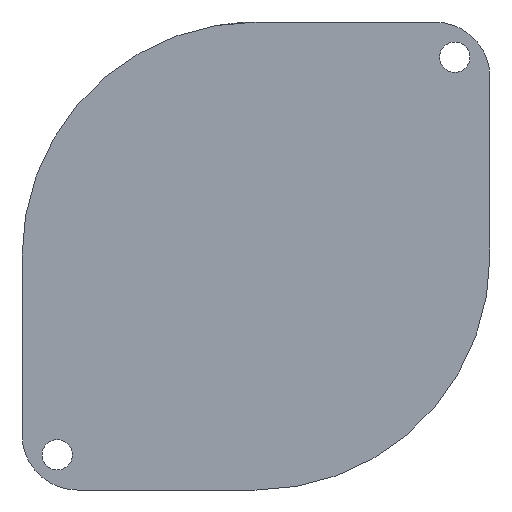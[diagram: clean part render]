
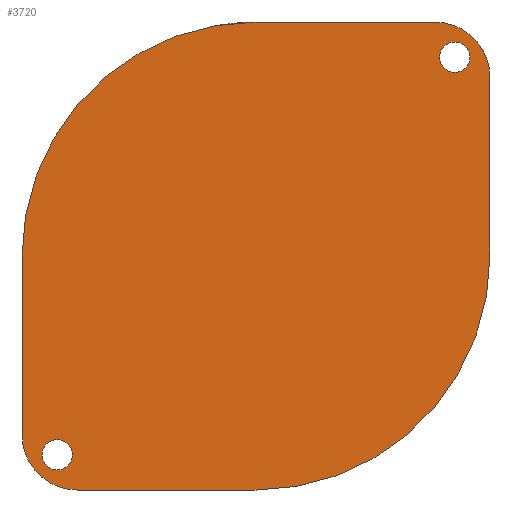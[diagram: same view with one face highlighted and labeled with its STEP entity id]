
A CAD part, front view. The second image highlights one B-rep face of the part: STEP entity #3720.
In plain terms, the highlighted planar face has unit normal (0, -1, 0).
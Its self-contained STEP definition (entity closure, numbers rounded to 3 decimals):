
#20 = EDGE_CURVE ( 'NONE', #2815, #1728, #2799, .T. ) ;
#34 = LINE ( 'NONE', #2149, #2035 ) ;
#93 = ORIENTED_EDGE ( 'NONE', *, *, #3710, .F. ) ;
#117 = CARTESIAN_POINT ( 'NONE',  ( 35.886, 0., 35.886 ) ) ;
#206 = DIRECTION ( 'NONE',  ( 0., 0., 1. ) ) ;
#244 = CARTESIAN_POINT ( 'NONE',  ( 42.25, 0., 32.25 ) ) ;
#286 = CIRCLE ( 'NONE', #2981, 42.25 ) ;
#291 = EDGE_CURVE ( 'NONE', #1728, #2815, #1755, .T. ) ;
#331 = CIRCLE ( 'NONE', #3820, 2.75 ) ;
#349 = DIRECTION ( 'NONE',  ( 0., 0., 1. ) ) ;
#372 = DIRECTION ( 'NONE',  ( 0., 1., 0. ) ) ;
#388 = ORIENTED_EDGE ( 'NONE', *, *, #3289, .F. ) ;
#465 = DIRECTION ( 'NONE',  ( 0., 0., 1. ) ) ;
#506 = CARTESIAN_POINT ( 'NONE',  ( 42.25, 0., 0. ) ) ;
#538 = ORIENTED_EDGE ( 'NONE', *, *, #1499, .T. ) ;
#569 = VERTEX_POINT ( 'NONE', #1250 ) ;
#570 = CARTESIAN_POINT ( 'NONE',  ( -42.25, 0., 0. ) ) ;
#583 = EDGE_CURVE ( 'NONE', #893, #2803, #3388, .T. ) ;
#629 = AXIS2_PLACEMENT_3D ( 'NONE', #2477, #1158, #1530 ) ;
#630 = ORIENTED_EDGE ( 'NONE', *, *, #2858, .F. ) ;
#672 = CIRCLE ( 'NONE', #2513, 10. ) ;
#773 = AXIS2_PLACEMENT_3D ( 'NONE', #1860, #3434, #4081 ) ;
#783 = CARTESIAN_POINT ( 'NONE',  ( 35.886, 0., 38.636 ) ) ;
#814 = VERTEX_POINT ( 'NONE', #506 ) ;
#840 = ORIENTED_EDGE ( 'NONE', *, *, #1435, .T. ) ;
#883 = DIRECTION ( 'NONE',  ( -1., 0., 0. ) ) ;
#893 = VERTEX_POINT ( 'NONE', #570 ) ;
#924 = VERTEX_POINT ( 'NONE', #244 ) ;
#1005 = VECTOR ( 'NONE', #2668, 1000. ) ;
#1080 = CARTESIAN_POINT ( 'NONE',  ( -42.25, 0., -32.25 ) ) ;
#1089 = EDGE_LOOP ( 'NONE', ( #3690, #4011 ) ) ;
#1158 = DIRECTION ( 'NONE',  ( 0., 1., 0. ) ) ;
#1250 = CARTESIAN_POINT ( 'NONE',  ( 0., 0., -42.25 ) ) ;
#1379 = ORIENTED_EDGE ( 'NONE', *, *, #583, .F. ) ;
#1383 = DIRECTION ( 'NONE',  ( 0., 0., 1. ) ) ;
#1418 = VECTOR ( 'NONE', #883, 1000. ) ;
#1424 = DIRECTION ( 'NONE',  ( 0., 1., 0. ) ) ;
#1435 = EDGE_CURVE ( 'NONE', #4049, #2886, #331, .T. ) ;
#1479 = CARTESIAN_POINT ( 'NONE',  ( 0., 0., -42.25 ) ) ;
#1499 = EDGE_CURVE ( 'NONE', #4077, #3964, #4063, .T. ) ;
#1509 = DIRECTION ( 'NONE',  ( 0., 1., 0. ) ) ;
#1530 = DIRECTION ( 'NONE',  ( 0., 0., 1. ) ) ;
#1563 = LINE ( 'NONE', #3162, #2505 ) ;
#1595 = FACE_BOUND ( 'NONE', #1089, .T. ) ;
#1601 = DIRECTION ( 'NONE',  ( 0., 1., 0. ) ) ;
#1618 = CARTESIAN_POINT ( 'NONE',  ( 35.886, 0., 35.886 ) ) ;
#1670 = CARTESIAN_POINT ( 'NONE',  ( 32.25, 0., 42.25 ) ) ;
#1728 = VERTEX_POINT ( 'NONE', #3430 ) ;
#1746 = DIRECTION ( 'NONE',  ( 0., 0., 1. ) ) ;
#1749 = CIRCLE ( 'NONE', #2287, 2.75 ) ;
#1755 = CIRCLE ( 'NONE', #2239, 2.75 ) ;
#1834 = CARTESIAN_POINT ( 'NONE',  ( 0., 0., 0. ) ) ;
#1860 = CARTESIAN_POINT ( 'NONE',  ( -32.25, 0., -32.25 ) ) ;
#1934 = CARTESIAN_POINT ( 'NONE',  ( 42.25, 0., 42.25 ) ) ;
#2035 = VECTOR ( 'NONE', #206, 1000. ) ;
#2061 = EDGE_CURVE ( 'NONE', #924, #3907, #672, .T. ) ;
#2063 = CARTESIAN_POINT ( 'NONE',  ( -35.886, 0., -35.886 ) ) ;
#2108 = DIRECTION ( 'NONE',  ( 0., 0., 1. ) ) ;
#2149 = CARTESIAN_POINT ( 'NONE',  ( -42.25, 0., -42.25 ) ) ;
#2165 = DIRECTION ( 'NONE',  ( 0., 0., 1. ) ) ;
#2187 = CARTESIAN_POINT ( 'NONE',  ( -35.886, 0., -38.636 ) ) ;
#2209 = EDGE_CURVE ( 'NONE', #569, #3964, #3099, .T. ) ;
#2239 = AXIS2_PLACEMENT_3D ( 'NONE', #2063, #3660, #465 ) ;
#2287 = AXIS2_PLACEMENT_3D ( 'NONE', #1618, #1601, #349 ) ;
#2322 = AXIS2_PLACEMENT_3D ( 'NONE', #3407, #3104, #2165 ) ;
#2477 = CARTESIAN_POINT ( 'NONE',  ( -35.886, 0., -35.886 ) ) ;
#2505 = VECTOR ( 'NONE', #3804, 1000. ) ;
#2513 = AXIS2_PLACEMENT_3D ( 'NONE', #2689, #3285, #1383 ) ;
#2546 = CARTESIAN_POINT ( 'NONE',  ( 0., 0., 42.25 ) ) ;
#2559 = CARTESIAN_POINT ( 'NONE',  ( 35.886, 0., 33.136 ) ) ;
#2587 = FACE_BOUND ( 'NONE', #3003, .T. ) ;
#2605 = CARTESIAN_POINT ( 'NONE',  ( 0., 0., 0. ) ) ;
#2668 = DIRECTION ( 'NONE',  ( 0., 0., -1. ) ) ;
#2681 = LINE ( 'NONE', #1934, #1005 ) ;
#2688 = ORIENTED_EDGE ( 'NONE', *, *, #3370, .F. ) ;
#2689 = CARTESIAN_POINT ( 'NONE',  ( 32.25, 0., 32.25 ) ) ;
#2754 = AXIS2_PLACEMENT_3D ( 'NONE', #2605, #372, #3859 ) ;
#2799 = CIRCLE ( 'NONE', #629, 2.75 ) ;
#2803 = VERTEX_POINT ( 'NONE', #2546 ) ;
#2815 = VERTEX_POINT ( 'NONE', #2187 ) ;
#2858 = EDGE_CURVE ( 'NONE', #2803, #3907, #1563, .T. ) ;
#2886 = VERTEX_POINT ( 'NONE', #2559 ) ;
#2981 = AXIS2_PLACEMENT_3D ( 'NONE', #1834, #1509, #2108 ) ;
#3003 = EDGE_LOOP ( 'NONE', ( #840, #4116 ) ) ;
#3099 = LINE ( 'NONE', #1479, #1418 ) ;
#3104 = DIRECTION ( 'NONE',  ( 0., 1., 0. ) ) ;
#3107 = EDGE_CURVE ( 'NONE', #2886, #4049, #1749, .T. ) ;
#3162 = CARTESIAN_POINT ( 'NONE',  ( 0., 0., 42.25 ) ) ;
#3275 = FACE_OUTER_BOUND ( 'NONE', #3600, .T. ) ;
#3285 = DIRECTION ( 'NONE',  ( 0., -1., 0. ) ) ;
#3289 = EDGE_CURVE ( 'NONE', #814, #569, #286, .T. ) ;
#3370 = EDGE_CURVE ( 'NONE', #924, #814, #2681, .T. ) ;
#3388 = CIRCLE ( 'NONE', #2754, 42.25 ) ;
#3407 = CARTESIAN_POINT ( 'NONE',  ( 0., 0., 0. ) ) ;
#3430 = CARTESIAN_POINT ( 'NONE',  ( -35.886, 0., -33.136 ) ) ;
#3434 = DIRECTION ( 'NONE',  ( 0., -1., 0. ) ) ;
#3444 = PLANE ( 'NONE',  #2322 ) ;
#3561 = CARTESIAN_POINT ( 'NONE',  ( -32.25, 0., -42.25 ) ) ;
#3600 = EDGE_LOOP ( 'NONE', ( #93, #538, #4103, #388, #2688, #3652, #630, #1379 ) ) ;
#3652 = ORIENTED_EDGE ( 'NONE', *, *, #2061, .T. ) ;
#3660 = DIRECTION ( 'NONE',  ( 0., 1., 0. ) ) ;
#3690 = ORIENTED_EDGE ( 'NONE', *, *, #291, .T. ) ;
#3710 = EDGE_CURVE ( 'NONE', #4077, #893, #34, .T. ) ;
#3720 = ADVANCED_FACE ( 'NONE', ( #2587, #1595, #3275 ), #3444, .F. ) ;
#3804 = DIRECTION ( 'NONE',  ( 1., 0., 0. ) ) ;
#3820 = AXIS2_PLACEMENT_3D ( 'NONE', #117, #1424, #1746 ) ;
#3859 = DIRECTION ( 'NONE',  ( 0., 0., 1. ) ) ;
#3907 = VERTEX_POINT ( 'NONE', #1670 ) ;
#3964 = VERTEX_POINT ( 'NONE', #3561 ) ;
#4011 = ORIENTED_EDGE ( 'NONE', *, *, #20, .T. ) ;
#4049 = VERTEX_POINT ( 'NONE', #783 ) ;
#4063 = CIRCLE ( 'NONE', #773, 10. ) ;
#4077 = VERTEX_POINT ( 'NONE', #1080 ) ;
#4081 = DIRECTION ( 'NONE',  ( 0., 0., 1. ) ) ;
#4103 = ORIENTED_EDGE ( 'NONE', *, *, #2209, .F. ) ;
#4116 = ORIENTED_EDGE ( 'NONE', *, *, #3107, .T. ) ;
